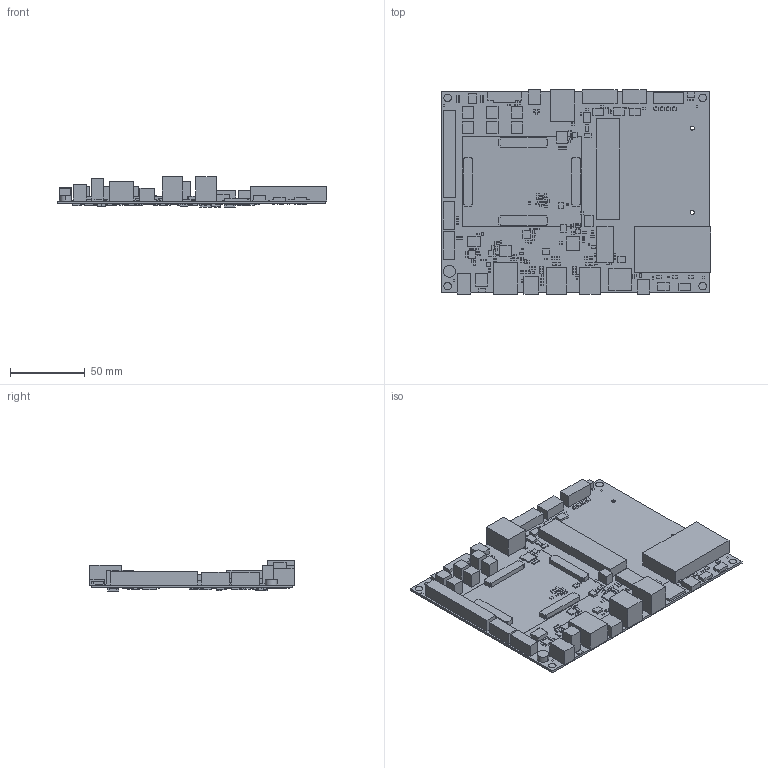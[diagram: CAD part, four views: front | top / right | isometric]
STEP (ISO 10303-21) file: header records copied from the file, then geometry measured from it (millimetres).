
FILE_DESCRIPTION(/* description */ ('PCB Design'),/* implementation_level */ '2;1');
FILE_NAME(/* name */ 'AXU9EG_step',/* time_stamp */ '2021-08-10T16:56:14+08:00',/* author */ ('ALINX-11'),/* organization */ (''),/* preprocessor_version */ 'ST-DEVELOPER v16',/* originating_system */ 'allegro_17.2S007',/* authorisation */ '');
FILE_SCHEMA (('AUTOMOTIVE_DESIGN { 1 0 10303 214 3 1 1 }'));
Length unit declared in the file: inch
Products named in the file (77): AXU9EG_STEP; BOARD_OUTLINE; COMPONENTS; IDC-40J; DCU_PDSO-G8; R1206; MICRO8; FUSE_1812; L5_2X5_2; MP1482-SOIC8; SOIC14; QFN-28; TS-026-3_3D8; SOT23; JTAG-10; HT3_81-6PL; HT3_81-4PL; CON2_2_54P; ASP_134486_MAIN_FEMALE; SATA-7; CN1_DCJACK; SMD_PIN4; KEY_DPDT; SFP_CON; KEY_4X4X1_5; LED_0805; MICRO_SD; MINI_USB_DIP; MINI_DP_LC; USB3_AF_90_DUAL; CC0805; SMA_P; FAN; FPC100C047; MARK; DRL_R_PDSO_N6; MDT420M02001_PCIE; BATT_CON; R0402; C0402 ...
Assembly tree (580 placements, depth 3):
  AXU9EG_STEP
    BOARD_OUTLINE
    COMPONENTS
      IDC-40J
      DCU_PDSO-G8
      R1206
      MICRO8
      FUSE_1812
      L5_2X5_2  x3
      MP1482-SOIC8  x3
      SOIC14
      QFN-28  x2
      TS-026-3_3D8
      SOT23  x4
      JTAG-10
      HT3_81-6PL
      HT3_81-4PL
      CON2_2_54P
      ASP_134486_MAIN_FEMALE
      SATA-7  x2
      CN1_DCJACK
      SMD_PIN4
      KEY_DPDT
      SFP_CON  x2
      KEY_4X4X1_5  x2
      LED_0805  x3
      MICRO_SD
      MINI_USB_DIP  x2
      MINI_DP_LC
      USB3_AF_90_DUAL  x2
      CC0805  x13
      SMA_P  x6
      FAN
      FPC100C047
      MARK  x8
      DRL_R_PDSO_N6
      MDT420M02001_PCIE
      BATT_CON
      R0402  x162
      C0402  x204
      C0603  x24
      SOT23-3  x6
      SMBJ6-0CA  x4
      BAS16XV2T1G  x2
      QFN40
      USB3320C
      4P4_1_27MM
      TSSOP8  x3
      SOT23-6  x2
      MH_250H125  x4
      AXK6A2337YG  x4
      SOT3  x4
      SON10  x5
      OSC6-3225
      SOD-123
      QFN76
      QFN_7X7  x2
      QFN24_RTW
      GE_RJ45  x2
      PVQFN-N16
Bounding box: 180.98 x 137.02 x 20.23 mm (x, y, z)
Surface area: 99271.6 mm2 (no closed solid volume)
Topology: 0 solids, 579 shells, 3664 faces, 8127 edges, 5012 vertices
Faces by surface type: plane 3594, cylinder 70
Entity records: 21413 total; most frequent: DIRECTION 2720, ORIENTED_EDGE 2472, AXIS2_PLACEMENT_3D 1850, CARTESIAN_POINT 1805, EDGE_CURVE 1341, VECTOR 1213, LINE 1213, VERTEX_POINT 1034
